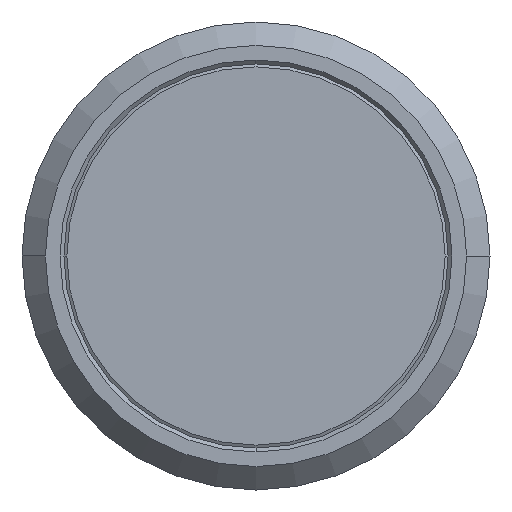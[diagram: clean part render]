
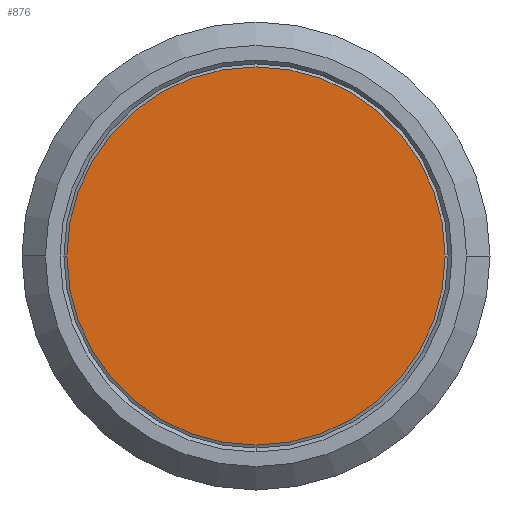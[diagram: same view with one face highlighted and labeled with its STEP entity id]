
A CAD part, front view. The second image highlights one B-rep face of the part: STEP entity #876.
In plain terms, the highlighted planar face has unit normal (0, -1, 0).
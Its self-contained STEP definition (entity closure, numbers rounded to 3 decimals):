
#273=CARTESIAN_POINT('',(0.,0.,0.));
#274=DIRECTION('',(0.,1.,0.));
#275=DIRECTION('',(-1.,0.,0.));
#276=AXIS2_PLACEMENT_3D('',#273,#274,#275);
#278=CARTESIAN_POINT('',(0.,0.,0.));
#279=DIRECTION('',(0.,1.,0.));
#280=DIRECTION('',(1.,0.,0.));
#281=AXIS2_PLACEMENT_3D('',#278,#279,#280);
#323=CARTESIAN_POINT('',(-4.85,0.,0.));
#324=CARTESIAN_POINT('',(4.85,0.,0.));
#325=VERTEX_POINT('',#323);
#326=VERTEX_POINT('',#324);
#867=CARTESIAN_POINT('',(0.,0.,0.));
#868=DIRECTION('',(0.,-1.,0.));
#869=DIRECTION('',(-1.,0.,0.));
#870=AXIS2_PLACEMENT_3D('',#867,#868,#869);
#871=PLANE('',#870);
#872=ORIENTED_EDGE('',*,*,#854,.T.);
#873=ORIENTED_EDGE('',*,*,#833,.T.);
#874=EDGE_LOOP('',(#872,#873));
#875=FACE_OUTER_BOUND('',#874,.F.);
#876=ADVANCED_FACE('',(#875),#871,.T.);
#277=CIRCLE('',#276,4.85);
#282=CIRCLE('',#281,4.85);
#833=EDGE_CURVE('',#326,#325,#282,.T.);
#854=EDGE_CURVE('',#325,#326,#277,.T.);
